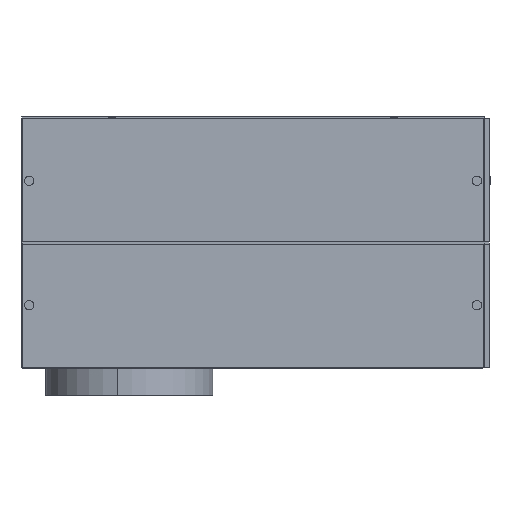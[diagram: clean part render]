
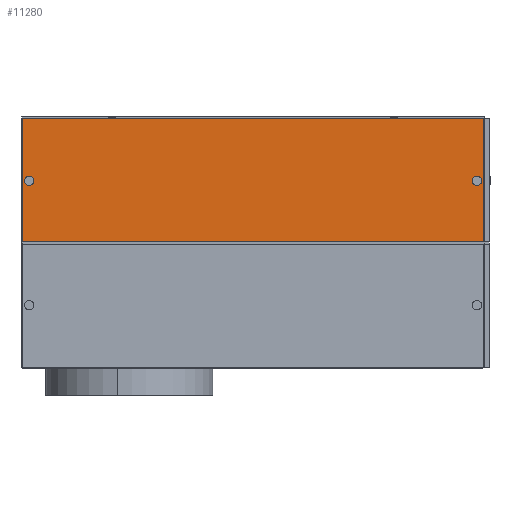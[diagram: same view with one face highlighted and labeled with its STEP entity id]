
A CAD part, left-side view. The second image highlights one B-rep face of the part: STEP entity #11280.
In plain terms, the highlighted planar face has unit normal (-1, 0, 0).
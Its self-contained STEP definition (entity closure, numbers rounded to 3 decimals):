
#1400=CARTESIAN_POINT('',(-789.5,-416.5,
330.076));
#1410=VERTEX_POINT('',#1400);
#1460=CARTESIAN_POINT('',(-789.5,-416.5,
321.275));
#1470=DIRECTION('',(1.,0.,0.));
#1480=DIRECTION('',(0.,0.,-1.));
#1490=AXIS2_PLACEMENT_3D('',#1460,#1470,#1480);
#1500=CIRCLE('',#1490,8.801);
#1510=CARTESIAN_POINT('',(-789.5,-416.5,
312.474));
#1520=VERTEX_POINT('',#1510);
#1530=EDGE_CURVE('',#1410,#1520,#1500,.T.);
#5370=CARTESIAN_POINT('',(-789.5,425.5,
312.474));
#5380=VERTEX_POINT('',#5370);
#5430=CARTESIAN_POINT('',(-789.5,425.5,
321.275));
#5440=DIRECTION('',(1.,0.,0.));
#5450=DIRECTION('',(0.,0.,-1.));
#5460=AXIS2_PLACEMENT_3D('',#5430,#5440,#5450);
#5470=CIRCLE('',#5460,8.801);
#5480=CARTESIAN_POINT('',(-789.5,425.5,
330.076));
#5490=VERTEX_POINT('',#5480);
#5500=EDGE_CURVE('',#5380,#5490,#5470,.T.);
#10530=CARTESIAN_POINT('',(-789.5,4.5,
206.15));
#10540=DIRECTION('',(0.,-1.,0.));
#10550=VECTOR('',#10540,1.);
#10560=LINE('',#10530,#10550);
#10570=CARTESIAN_POINT('',(-789.5,439.,206.15));
#10580=VERTEX_POINT('',#10570);
#10590=CARTESIAN_POINT('',(-789.5,-428.,206.15));
#10600=VERTEX_POINT('',#10590);
#10610=EDGE_CURVE('',#10580,#10600,#10560,.T.);
#10880=CARTESIAN_POINT('',(-789.5,4.5,
321.275));
#10890=DIRECTION('',(-1.,0.,0.));
#10900=DIRECTION('',(0.,-1.,0.));
#10910=AXIS2_PLACEMENT_3D('',#10880,#10890,#10900);
#10920=PLANE('',#10910);
#10930=CARTESIAN_POINT('',(-789.5,439.,
-30.1));
#10940=DIRECTION('',(0.,0.,1.));
#10950=VECTOR('',#10940,1.);
#10960=LINE('',#10930,#10950);
#10970=CARTESIAN_POINT('',(-789.5,439.,
438.4));
#10980=VERTEX_POINT('',#10970);
#10990=EDGE_CURVE('',#10580,#10980,#10960,.T.);
#11000=ORIENTED_EDGE('',*,*,#10990,.F.);
#11010=CARTESIAN_POINT('',(-789.5,439.,
438.4));
#11020=DIRECTION('',(0.,-1.,0.));
#11030=VECTOR('',#11020,1.);
#11040=LINE('',#11010,#11030);
#11050=CARTESIAN_POINT('',(-789.5,-428.,
438.4));
#11060=VERTEX_POINT('',#11050);
#11070=EDGE_CURVE('',#10980,#11060,#11040,.T.);
#11080=ORIENTED_EDGE('',*,*,#11070,.F.);
#11090=CARTESIAN_POINT('',(-789.5,-428.,
438.4));
#11100=DIRECTION('',(0.,0.,-1.));
#11110=VECTOR('',#11100,1.);
#11120=LINE('',#11090,#11110);
#11130=EDGE_CURVE('',#11060,#10600,#11120,.T.);
#11140=ORIENTED_EDGE('',*,*,#11130,.F.);
#11150=ORIENTED_EDGE('',*,*,#10610,.T.);
#11160=EDGE_LOOP('',(#11150,#11140,#11080,#11000));
#11170=FACE_OUTER_BOUND('',#11160,.T.);
#11180=EDGE_CURVE('',#5490,#5380,#5470,.T.);
#11190=ORIENTED_EDGE('',*,*,#11180,.T.);
#11200=ORIENTED_EDGE('',*,*,#5500,.T.);
#11210=EDGE_LOOP('',(#11200,#11190));
#11220=FACE_BOUND('',#11210,.T.);
#11230=EDGE_CURVE('',#1520,#1410,#1500,.T.);
#11240=ORIENTED_EDGE('',*,*,#11230,.T.);
#11250=ORIENTED_EDGE('',*,*,#1530,.T.);
#11260=EDGE_LOOP('',(#11250,#11240));
#11270=FACE_BOUND('',#11260,.T.);
#11280=ADVANCED_FACE('',(#11170,#11220,#11270),#10920,.T.);
